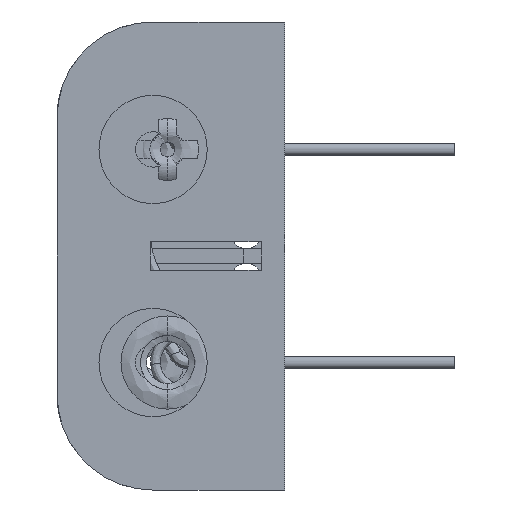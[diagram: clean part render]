
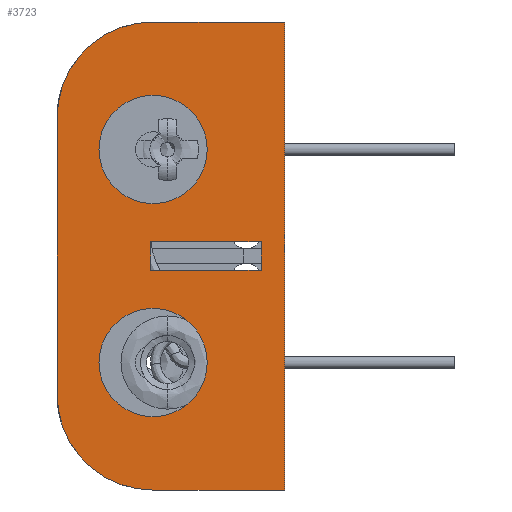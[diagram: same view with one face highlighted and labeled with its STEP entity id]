
A CAD part, left-side view. The second image highlights one B-rep face of the part: STEP entity #3723.
In plain terms, the highlighted planar face has unit normal (-1, 0, 0).
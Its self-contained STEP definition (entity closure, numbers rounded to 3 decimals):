
#213 = EDGE_CURVE ( 'NONE', #15397, #17156, #9337, .T. ) ;
#270 = EDGE_CURVE ( 'NONE', #9251, #12805, #2063, .T. ) ;
#599 = DIRECTION ( 'NONE',  ( 0., 0., 1. ) ) ;
#778 = DIRECTION ( 'NONE',  ( 0., 0., 1. ) ) ;
#843 = CARTESIAN_POINT ( 'NONE',  ( -21.991, -0.797, -6.394 ) ) ;
#903 = CARTESIAN_POINT ( 'NONE',  ( -21.991, -8.392, -1.695 ) ) ;
#1112 = CARTESIAN_POINT ( 'NONE',  ( -21.991, -0.772, -19.17 ) ) ;
#1386 = CIRCLE ( 'NONE', #14868, 3.81 ) ;
#1460 = CARTESIAN_POINT ( 'NONE',  ( -21.991, -0.772, -1.695 ) ) ;
#1663 = AXIS2_PLACEMENT_3D ( 'NONE', #5905, #15543, #7284 ) ;
#1724 = CIRCLE ( 'NONE', #17602, 6.731 ) ;
#2060 = VERTEX_POINT ( 'NONE', #903 ) ;
#2063 = CIRCLE ( 'NONE', #1663, 3.81 ) ;
#2093 = LINE ( 'NONE', #14915, #8505 ) ;
#2200 = FACE_BOUND ( 'NONE', #2409, .T. ) ;
#2391 = LINE ( 'NONE', #6435, #13358 ) ;
#2402 = DIRECTION ( 'NONE',  ( 0., 0., 1. ) ) ;
#2409 = EDGE_LOOP ( 'NONE', ( #9778, #15221, #17804, #16117 ) ) ;
#2509 = CIRCLE ( 'NONE', #9538, 3.81 ) ;
#2615 = VECTOR ( 'NONE', #5600, 1000. ) ;
#2631 = FACE_BOUND ( 'NONE', #13559, .T. ) ;
#2785 = EDGE_CURVE ( 'NONE', #5290, #10678, #2509, .T. ) ;
#3325 = PLANE ( 'NONE',  #14410 ) ;
#3467 = EDGE_CURVE ( 'NONE', #13685, #15397, #5008, .T. ) ;
#3723 = ADVANCED_FACE ( 'NONE', ( #2631, #13159, #5837, #2200 ), #3325, .F. ) ;
#3795 = CARTESIAN_POINT ( 'NONE',  ( -21.991, -0.772, -19.17 ) ) ;
#4233 = EDGE_CURVE ( 'NONE', #2060, #13685, #6278, .T. ) ;
#4386 = CARTESIAN_POINT ( 'NONE',  ( -21.991, -0.772, -3.727 ) ) ;
#4543 = CARTESIAN_POINT ( 'NONE',  ( -21.991, -0.797, 4.782 ) ) ;
#4682 = ORIENTED_EDGE ( 'NONE', *, *, #9591, .T. ) ;
#4705 = DIRECTION ( 'NONE',  ( 0., 0., -1. ) ) ;
#4890 = CIRCLE ( 'NONE', #4924, 3.81 ) ;
#4924 = AXIS2_PLACEMENT_3D ( 'NONE', #4543, #14190, #5939 ) ;
#5008 = LINE ( 'NONE', #12406, #11875 ) ;
#5066 = ORIENTED_EDGE ( 'NONE', *, *, #14028, .F. ) ;
#5105 = CARTESIAN_POINT ( 'NONE',  ( -21.991, 5.959, -12.439 ) ) ;
#5163 = VERTEX_POINT ( 'NONE', #5105 ) ;
#5239 = DIRECTION ( 'NONE',  ( 1., 0., 0. ) ) ;
#5290 = VERTEX_POINT ( 'NONE', #7351 ) ;
#5298 = DIRECTION ( 'NONE',  ( 0., 0., 1. ) ) ;
#5474 = CARTESIAN_POINT ( 'NONE',  ( -21.991, -0.619, -1.695 ) ) ;
#5600 = DIRECTION ( 'NONE',  ( 0., 1., 0. ) ) ;
#5687 = EDGE_CURVE ( 'NONE', #10643, #7773, #7359, .T. ) ;
#5716 = ORIENTED_EDGE ( 'NONE', *, *, #16718, .F. ) ;
#5837 = FACE_OUTER_BOUND ( 'NONE', #8876, .T. ) ;
#5905 = CARTESIAN_POINT ( 'NONE',  ( -21.991, -0.797, -10.204 ) ) ;
#5939 = DIRECTION ( 'NONE',  ( 0., 0., 1. ) ) ;
#6181 = DIRECTION ( 'NONE',  ( -1., 0., 0. ) ) ;
#6214 = CARTESIAN_POINT ( 'NONE',  ( -21.991, -10.043, 13.748 ) ) ;
#6278 = LINE ( 'NONE', #1460, #2615 ) ;
#6435 = CARTESIAN_POINT ( 'NONE',  ( -21.991, -8.392, -12.439 ) ) ;
#6532 = CARTESIAN_POINT ( 'NONE',  ( -21.991, -8.392, -3.727 ) ) ;
#6691 = DIRECTION ( 'NONE',  ( 0., 1., 0. ) ) ;
#6781 = DIRECTION ( 'NONE',  ( 0., -1., 0. ) ) ;
#7154 = CARTESIAN_POINT ( 'NONE',  ( -21.991, -10.043, -19.17 ) ) ;
#7284 = DIRECTION ( 'NONE',  ( 0., 0., 1. ) ) ;
#7298 = ORIENTED_EDGE ( 'NONE', *, *, #15048, .F. ) ;
#7351 = CARTESIAN_POINT ( 'NONE',  ( -21.991, -0.797, 8.592 ) ) ;
#7359 = LINE ( 'NONE', #1112, #10990 ) ;
#7421 = ORIENTED_EDGE ( 'NONE', *, *, #16586, .F. ) ;
#7773 = VERTEX_POINT ( 'NONE', #3795 ) ;
#7804 = DIRECTION ( 'NONE',  ( 0., 0., 1. ) ) ;
#7972 = ORIENTED_EDGE ( 'NONE', *, *, #5687, .F. ) ;
#8261 = VERTEX_POINT ( 'NONE', #6214 ) ;
#8331 = VERTEX_POINT ( 'NONE', #11307 ) ;
#8505 = VECTOR ( 'NONE', #5298, 1000. ) ;
#8793 = DIRECTION ( 'NONE',  ( 1., 0., 0. ) ) ;
#8876 = EDGE_LOOP ( 'NONE', ( #7972, #4682, #12099, #13906, #7298, #7421 ) ) ;
#8981 = DIRECTION ( 'NONE',  ( -1., 0., 0. ) ) ;
#9251 = VERTEX_POINT ( 'NONE', #12678 ) ;
#9337 = LINE ( 'NONE', #4386, #13018 ) ;
#9493 = EDGE_CURVE ( 'NONE', #17156, #2060, #2391, .T. ) ;
#9538 = AXIS2_PLACEMENT_3D ( 'NONE', #14431, #6181, #17198 ) ;
#9591 = EDGE_CURVE ( 'NONE', #10643, #8261, #16591, .T. ) ;
#9745 = EDGE_CURVE ( 'NONE', #11936, #8261, #10751, .T. ) ;
#9778 = ORIENTED_EDGE ( 'NONE', *, *, #213, .F. ) ;
#10643 = VERTEX_POINT ( 'NONE', #7154 ) ;
#10678 = VERTEX_POINT ( 'NONE', #16861 ) ;
#10751 = LINE ( 'NONE', #15020, #17252 ) ;
#10946 = DIRECTION ( 'NONE',  ( 0., 0., -1. ) ) ;
#10990 = VECTOR ( 'NONE', #6691, 1000. ) ;
#11307 = CARTESIAN_POINT ( 'NONE',  ( -21.991, 5.959, 7.017 ) ) ;
#11317 = CARTESIAN_POINT ( 'NONE',  ( -21.991, -0.772, 13.748 ) ) ;
#11875 = VECTOR ( 'NONE', #10946, 1000. ) ;
#11936 = VERTEX_POINT ( 'NONE', #11317 ) ;
#11999 = CARTESIAN_POINT ( 'NONE',  ( -21.991, -10.043, 13.748 ) ) ;
#12099 = ORIENTED_EDGE ( 'NONE', *, *, #9745, .F. ) ;
#12406 = CARTESIAN_POINT ( 'NONE',  ( -21.991, -0.619, -12.439 ) ) ;
#12484 = VECTOR ( 'NONE', #2402, 1000. ) ;
#12678 = CARTESIAN_POINT ( 'NONE',  ( -21.991, -0.797, -14.014 ) ) ;
#12702 = DIRECTION ( 'NONE',  ( 0., -1., 0. ) ) ;
#12805 = VERTEX_POINT ( 'NONE', #843 ) ;
#12943 = DIRECTION ( 'NONE',  ( 1., 0., 0. ) ) ;
#13005 = AXIS2_PLACEMENT_3D ( 'NONE', #17070, #8793, #599 ) ;
#13018 = VECTOR ( 'NONE', #12702, 1000. ) ;
#13159 = FACE_BOUND ( 'NONE', #14776, .T. ) ;
#13358 = VECTOR ( 'NONE', #7804, 1000. ) ;
#13458 = CARTESIAN_POINT ( 'NONE',  ( -21.991, -0.772, 7.017 ) ) ;
#13549 = EDGE_CURVE ( 'NONE', #8331, #11936, #1724, .T. ) ;
#13559 = EDGE_LOOP ( 'NONE', ( #13744, #5066 ) ) ;
#13685 = VERTEX_POINT ( 'NONE', #5474 ) ;
#13744 = ORIENTED_EDGE ( 'NONE', *, *, #2785, .F. ) ;
#13906 = ORIENTED_EDGE ( 'NONE', *, *, #13549, .F. ) ;
#14028 = EDGE_CURVE ( 'NONE', #10678, #5290, #4890, .T. ) ;
#14067 = CARTESIAN_POINT ( 'NONE',  ( -21.991, -0.619, -3.727 ) ) ;
#14190 = DIRECTION ( 'NONE',  ( -1., 0., 0. ) ) ;
#14410 = AXIS2_PLACEMENT_3D ( 'NONE', #17062, #12943, #4705 ) ;
#14431 = CARTESIAN_POINT ( 'NONE',  ( -21.991, -0.797, 4.782 ) ) ;
#14776 = EDGE_LOOP ( 'NONE', ( #5716, #16368 ) ) ;
#14863 = DIRECTION ( 'NONE',  ( 0., 0., 1. ) ) ;
#14868 = AXIS2_PLACEMENT_3D ( 'NONE', #17254, #8981, #778 ) ;
#14915 = CARTESIAN_POINT ( 'NONE',  ( -21.991, 5.959, -12.439 ) ) ;
#15020 = CARTESIAN_POINT ( 'NONE',  ( -21.991, -0.772, 13.748 ) ) ;
#15048 = EDGE_CURVE ( 'NONE', #5163, #8331, #2093, .T. ) ;
#15221 = ORIENTED_EDGE ( 'NONE', *, *, #3467, .F. ) ;
#15397 = VERTEX_POINT ( 'NONE', #14067 ) ;
#15543 = DIRECTION ( 'NONE',  ( -1., 0., 0. ) ) ;
#16117 = ORIENTED_EDGE ( 'NONE', *, *, #9493, .F. ) ;
#16368 = ORIENTED_EDGE ( 'NONE', *, *, #270, .F. ) ;
#16586 = EDGE_CURVE ( 'NONE', #7773, #5163, #16871, .T. ) ;
#16591 = LINE ( 'NONE', #11999, #12484 ) ;
#16718 = EDGE_CURVE ( 'NONE', #12805, #9251, #1386, .T. ) ;
#16861 = CARTESIAN_POINT ( 'NONE',  ( -21.991, -0.797, 0.972 ) ) ;
#16871 = CIRCLE ( 'NONE', #13005, 6.731 ) ;
#17062 = CARTESIAN_POINT ( 'NONE',  ( -21.991, -0.772, -12.439 ) ) ;
#17070 = CARTESIAN_POINT ( 'NONE',  ( -21.991, -0.772, -12.439 ) ) ;
#17156 = VERTEX_POINT ( 'NONE', #6532 ) ;
#17198 = DIRECTION ( 'NONE',  ( 0., 0., 1. ) ) ;
#17252 = VECTOR ( 'NONE', #6781, 1000. ) ;
#17254 = CARTESIAN_POINT ( 'NONE',  ( -21.991, -0.797, -10.204 ) ) ;
#17602 = AXIS2_PLACEMENT_3D ( 'NONE', #13458, #5239, #14863 ) ;
#17804 = ORIENTED_EDGE ( 'NONE', *, *, #4233, .F. ) ;
